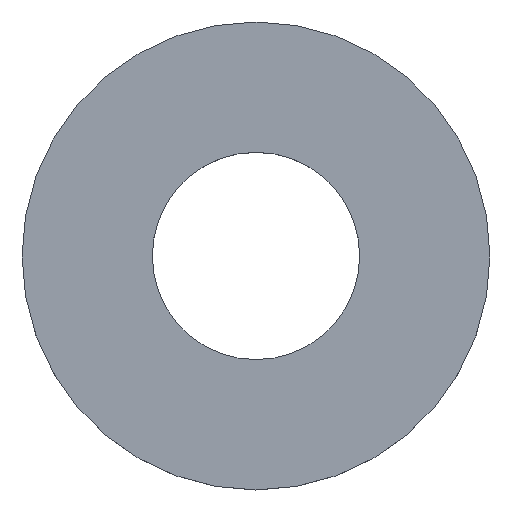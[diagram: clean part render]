
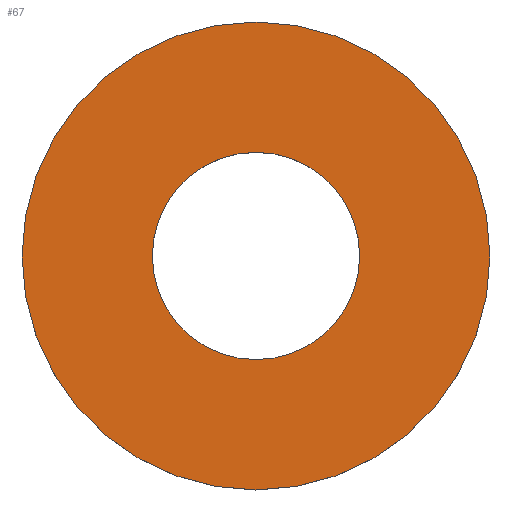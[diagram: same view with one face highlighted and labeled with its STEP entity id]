
A CAD part, top view. The second image highlights one B-rep face of the part: STEP entity #67.
In plain terms, the highlighted planar face has unit normal (0, 0, 1).
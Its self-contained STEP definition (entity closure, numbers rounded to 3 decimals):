
#51=EDGE_CURVE('',#55,#97,#121,.T.);
#55=VERTEX_POINT('',#125);
#67=ADVANCED_FACE('',(#137,#138),#139,.T.);
#69=VERTEX_POINT('',#141);
#79=EDGE_CURVE('',#81,#69,#153,.T.);
#81=VERTEX_POINT('',#155);
#97=VERTEX_POINT('',#175);
#99=EDGE_CURVE('',#69,#81,#177,.T.);
#101=EDGE_CURVE('',#97,#55,#179,.T.);
#121=CIRCLE('',#190,19.75);
#125=CARTESIAN_POINT('',(19.75,0.,3.0));
#137=FACE_BOUND('',#211,.T.);
#138=FACE_OUTER_BOUND('',#212,.T.);
#139=PLANE('',#213);
#141=CARTESIAN_POINT('',(8.75,0.,3.0));
#153=CIRCLE('',#228,8.75);
#155=CARTESIAN_POINT('',(-8.75,0.0,3.0));
#175=CARTESIAN_POINT('',(-19.75,0.0,3.0));
#177=CIRCLE('',#257,8.75);
#179=CIRCLE('',#260,19.75);
#190=AXIS2_PLACEMENT_3D('',#266,#267,#268);
#211=EDGE_LOOP('',(#279,#280));
#212=EDGE_LOOP('',(#281,#282));
#213=AXIS2_PLACEMENT_3D('',#283,#284,#285);
#228=AXIS2_PLACEMENT_3D('',#302,#303,#304);
#257=AXIS2_PLACEMENT_3D('',#336,#337,#338);
#260=AXIS2_PLACEMENT_3D('',#339,#340,#341);
#266=CARTESIAN_POINT('',(0.0,0.0,3.0));
#267=DIRECTION('',(0.0,0.0,-1.0));
#268=DIRECTION('',(-1.0,0.0,0.0));
#279=ORIENTED_EDGE('',*,*,#79,.T.);
#280=ORIENTED_EDGE('',*,*,#99,.T.);
#281=ORIENTED_EDGE('',*,*,#101,.F.);
#282=ORIENTED_EDGE('',*,*,#51,.F.);
#283=CARTESIAN_POINT('',(0.0,0.0,3.0));
#284=DIRECTION('',(0.0,0.0,1.0));
#285=DIRECTION('',(1.0,0.0,0.0));
#302=CARTESIAN_POINT('',(0.0,0.0,3.0));
#303=DIRECTION('',(0.0,0.0,-1.0));
#304=DIRECTION('',(1.0,0.0,0.0));
#336=CARTESIAN_POINT('',(0.0,0.0,3.0));
#337=DIRECTION('',(0.0,0.0,-1.0));
#338=DIRECTION('',(1.0,0.0,0.0));
#339=CARTESIAN_POINT('',(0.0,0.0,3.0));
#340=DIRECTION('',(0.0,0.0,-1.0));
#341=DIRECTION('',(-1.0,0.0,0.0));
